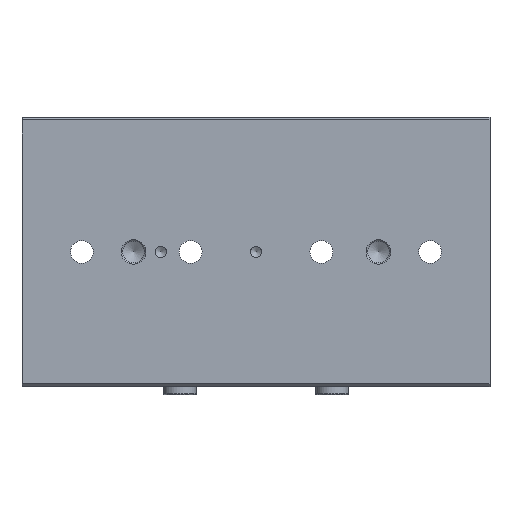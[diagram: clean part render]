
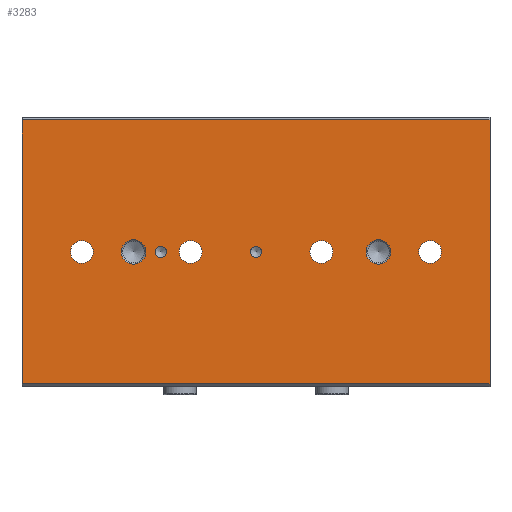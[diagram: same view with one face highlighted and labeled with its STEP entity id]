
A CAD part, front view. The second image highlights one B-rep face of the part: STEP entity #3283.
In plain terms, the highlighted planar face has unit normal (0, -1, 0).
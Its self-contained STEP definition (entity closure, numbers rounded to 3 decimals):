
#57=FACE_BOUND('',#488,.T.);
#58=FACE_BOUND('',#489,.T.);
#59=FACE_BOUND('',#490,.T.);
#60=FACE_BOUND('',#491,.T.);
#61=FACE_BOUND('',#492,.T.);
#62=FACE_BOUND('',#493,.T.);
#63=FACE_BOUND('',#494,.T.);
#64=FACE_BOUND('',#495,.T.);
#153=PLANE('',#3657);
#307=FACE_OUTER_BOUND('',#487,.T.);
#487=EDGE_LOOP('',(#2435,#2436,#2437,#2438));
#488=EDGE_LOOP('',(#2439));
#489=EDGE_LOOP('',(#2440));
#490=EDGE_LOOP('',(#2441));
#491=EDGE_LOOP('',(#2442));
#492=EDGE_LOOP('',(#2443));
#493=EDGE_LOOP('',(#2444));
#494=EDGE_LOOP('',(#2445));
#495=EDGE_LOOP('',(#2446));
#710=LINE('',#5114,#1052);
#711=LINE('',#5116,#1053);
#712=LINE('',#5118,#1054);
#713=LINE('',#5119,#1055);
#1052=VECTOR('',#4145,1000.);
#1053=VECTOR('',#4146,1000.);
#1054=VECTOR('',#4147,1000.);
#1055=VECTOR('',#4148,1000.);
#1346=CIRCLE('',#3552,4.5);
#1348=CIRCLE('',#3555,4.5);
#1349=CIRCLE('',#3557,4.188);
#1351=CIRCLE('',#3560,4.188);
#1353=CIRCLE('',#3563,4.188);
#1355=CIRCLE('',#3566,4.188);
#1357=CIRCLE('',#3569,2.067);
#1360=CIRCLE('',#3573,2.067);
#1472=VERTEX_POINT('',#4861);
#1474=VERTEX_POINT('',#4867);
#1475=VERTEX_POINT('',#4871);
#1477=VERTEX_POINT('',#4877);
#1479=VERTEX_POINT('',#4883);
#1481=VERTEX_POINT('',#4889);
#1483=VERTEX_POINT('',#4895);
#1486=VERTEX_POINT('',#4903);
#1567=VERTEX_POINT('',#5112);
#1568=VERTEX_POINT('',#5113);
#1569=VERTEX_POINT('',#5115);
#1570=VERTEX_POINT('',#5117);
#1792=EDGE_CURVE('',#1472,#1472,#1346,.T.);
#1795=EDGE_CURVE('',#1474,#1474,#1348,.T.);
#1796=EDGE_CURVE('',#1475,#1475,#1349,.T.);
#1799=EDGE_CURVE('',#1477,#1477,#1351,.T.);
#1802=EDGE_CURVE('',#1479,#1479,#1353,.T.);
#1805=EDGE_CURVE('',#1481,#1481,#1355,.T.);
#1808=EDGE_CURVE('',#1483,#1483,#1357,.T.);
#1812=EDGE_CURVE('',#1486,#1486,#1360,.T.);
#1910=EDGE_CURVE('',#1567,#1568,#710,.T.);
#1911=EDGE_CURVE('',#1569,#1567,#711,.T.);
#1912=EDGE_CURVE('',#1570,#1569,#712,.T.);
#1913=EDGE_CURVE('',#1568,#1570,#713,.T.);
#2435=ORIENTED_EDGE('',*,*,#1910,.F.);
#2436=ORIENTED_EDGE('',*,*,#1911,.F.);
#2437=ORIENTED_EDGE('',*,*,#1912,.F.);
#2438=ORIENTED_EDGE('',*,*,#1913,.F.);
#2439=ORIENTED_EDGE('',*,*,#1792,.F.);
#2440=ORIENTED_EDGE('',*,*,#1795,.F.);
#2441=ORIENTED_EDGE('',*,*,#1796,.F.);
#2442=ORIENTED_EDGE('',*,*,#1799,.F.);
#2443=ORIENTED_EDGE('',*,*,#1802,.F.);
#2444=ORIENTED_EDGE('',*,*,#1805,.F.);
#2445=ORIENTED_EDGE('',*,*,#1808,.F.);
#2446=ORIENTED_EDGE('',*,*,#1812,.F.);
#3283=ADVANCED_FACE('',(#307,#57,#58,#59,#60,#61,#62,#63,#64),#153,.F.);
#3552=AXIS2_PLACEMENT_3D('',#4863,#3884,#3885);
#3555=AXIS2_PLACEMENT_3D('',#4869,#3891,#3892);
#3557=AXIS2_PLACEMENT_3D('',#4872,#3895,#3896);
#3560=AXIS2_PLACEMENT_3D('',#4878,#3902,#3903);
#3563=AXIS2_PLACEMENT_3D('',#4884,#3909,#3910);
#3566=AXIS2_PLACEMENT_3D('',#4890,#3916,#3917);
#3569=AXIS2_PLACEMENT_3D('',#4896,#3923,#3924);
#3573=AXIS2_PLACEMENT_3D('',#4904,#3932,#3933);
#3657=AXIS2_PLACEMENT_3D('',#5111,#4143,#4144);
#3884=DIRECTION('center_axis',(0.,-1.,0.));
#3885=DIRECTION('ref_axis',(0.,0.,-1.));
#3891=DIRECTION('center_axis',(0.,-1.,0.));
#3892=DIRECTION('ref_axis',(0.,0.,-1.));
#3895=DIRECTION('center_axis',(0.,-1.,0.));
#3896=DIRECTION('ref_axis',(0.,0.,1.));
#3902=DIRECTION('center_axis',(0.,-1.,0.));
#3903=DIRECTION('ref_axis',(0.,0.,1.));
#3909=DIRECTION('center_axis',(0.,-1.,0.));
#3910=DIRECTION('ref_axis',(0.,0.,1.));
#3916=DIRECTION('center_axis',(0.,-1.,0.));
#3917=DIRECTION('ref_axis',(0.,0.,1.));
#3923=DIRECTION('center_axis',(0.,-1.,0.));
#3924=DIRECTION('ref_axis',(0.,0.,
1.));
#3932=DIRECTION('center_axis',(0.,-1.,0.));
#3933=DIRECTION('ref_axis',(0.,0.,
1.));
#4143=DIRECTION('center_axis',(0.,1.,0.));
#4144=DIRECTION('ref_axis',(0.,0.,1.));
#4145=DIRECTION('',(-1.,0.,0.));
#4146=DIRECTION('',(0.,0.,-1.));
#4147=DIRECTION('',(1.,0.,0.));
#4148=DIRECTION('',(0.,0.,1.));
#4861=CARTESIAN_POINT('',(45.,0.,4.5));
#4863=CARTESIAN_POINT('Origin',(45.,0.,0.));
#4867=CARTESIAN_POINT('',(-45.,0.,4.5));
#4869=CARTESIAN_POINT('Origin',(-45.,0.,0.));
#4871=CARTESIAN_POINT('',(-64.,0.,-4.188));
#4872=CARTESIAN_POINT('Origin',(-64.,0.,0.));
#4877=CARTESIAN_POINT('',(-24.,0.,-4.188));
#4878=CARTESIAN_POINT('Origin',(-24.,0.,0.));
#4883=CARTESIAN_POINT('',(24.,0.,-4.188));
#4884=CARTESIAN_POINT('Origin',(24.,0.,0.));
#4889=CARTESIAN_POINT('',(64.,0.,-4.188));
#4890=CARTESIAN_POINT('Origin',(64.,0.,0.));
#4895=CARTESIAN_POINT('',(0.,0.,-2.067));
#4896=CARTESIAN_POINT('Origin',(0.,0.,0.));
#4903=CARTESIAN_POINT('',(-35.,0.,-2.067));
#4904=CARTESIAN_POINT('Origin',(-35.,0.,0.));
#5111=CARTESIAN_POINT('Origin',(86.,0.,-48.5));
#5112=CARTESIAN_POINT('',(86.,0.,-48.5));
#5113=CARTESIAN_POINT('',(-86.,0.,-48.5));
#5114=CARTESIAN_POINT('',(86.,0.,-48.5));
#5115=CARTESIAN_POINT('',(86.,0.,48.5));
#5116=CARTESIAN_POINT('',(86.,0.,-48.5));
#5117=CARTESIAN_POINT('',(-86.,0.,48.5));
#5118=CARTESIAN_POINT('',(86.,0.,48.5));
#5119=CARTESIAN_POINT('',(-86.,0.,-48.5));
